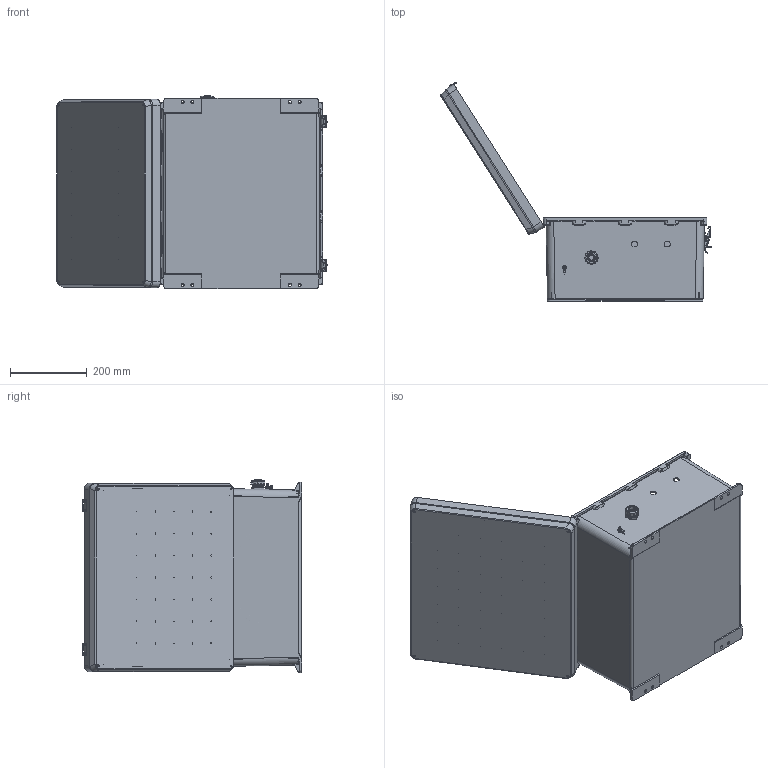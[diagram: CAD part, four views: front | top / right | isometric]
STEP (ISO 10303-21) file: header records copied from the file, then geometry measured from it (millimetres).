
FILE_DESCRIPTION (( 'STEP AP214' ), '1' );
FILE_NAME ('NB181608-400_3D.step', '2025-10-06T15:11:10', ( '' ), ( '' ), 'SwSTEP 2.0', 'SolidWorks 2025', '' );
FILE_SCHEMA (( 'AUTOMOTIVE_DESIGN' ));
Length unit declared in the file: inch
Products named in the file (25): XCTB-0002; X-ASSY-HYP218-2; XFN-0005; XFW-0002; XCT-0005; NB181608-Box; XC-0003; NEMA 14-400 GroundWire; NB181608-Hinge; XFN-0013; NB181608-DoorClasp-2; XFN-0003; XCT-0010; XCT-0011; NB181608-400_3D; XF513-01; NB181608-DoorClasp-1; XFW-0004; XF797-02; NB181608-Lid; 10-32 NEMA PLATE SCREW; XFS-0017; XFS-0065; XFS-0026; XF685-01
Assembly tree (37 placements, depth 2):
  NB181608-400_3D
    NB181608-Box
    NB181608-Hinge  x2
    NB181608-Lid
    NB181608-DoorClasp-1  x2
    NB181608-DoorClasp-2  x2
    XF685-01
    XCTB-0002
    10-32 NEMA PLATE SCREW  x4
    XFN-0013  x2
    XF797-02
    XFS-0017  x5
    XCT-0011
    XCT-0010
    XFN-0003  x2
    XC-0003
    XCT-0005
    XFW-0002
    XFS-0026
    XF513-01
    XFS-0065
    X-ASSY-HYP218-2
    XFW-0004  x2
    XFN-0005
    NEMA 14-400 GroundWire
Bounding box: 703.32 x 571.16 x 502.84 mm (x, y, z)
Volume: 3552313 mm3; surface area: 2174598.8 mm2
Topology: 43 solids, 44 shells, 3922 faces, 9925 edges, 6099 vertices
Faces by surface type: plane 1355, cylinder 1238, cone 847, torus 264, bspline 202, sphere 16
Entity records: 99975 total; most frequent: CARTESIAN_POINT 28639, ORIENTED_EDGE 14898, DIRECTION 14616, EDGE_CURVE 7449, AXIS2_PLACEMENT_3D 5397, VERTEX_POINT 4644, LINE 3822, VECTOR 3822
